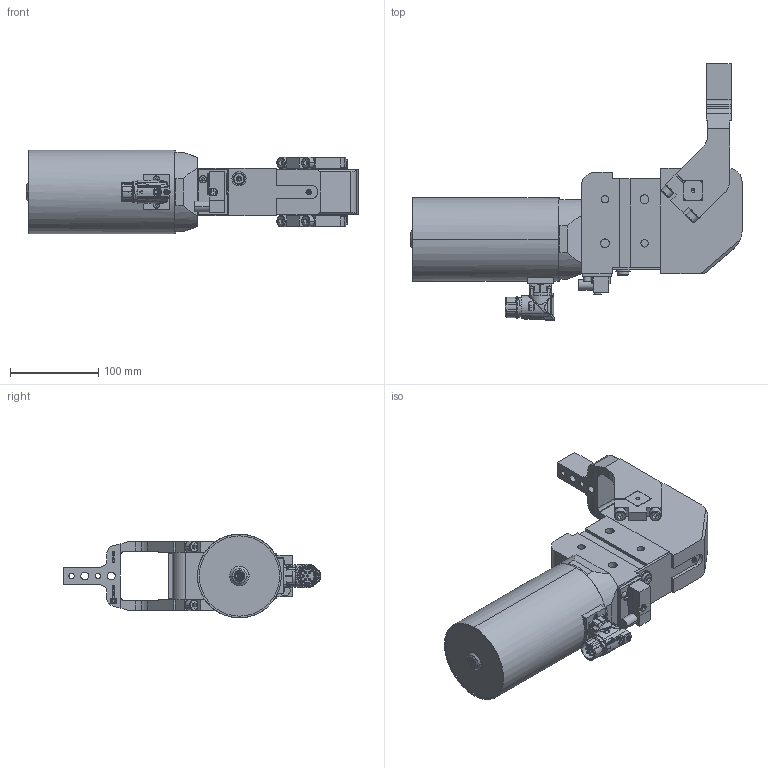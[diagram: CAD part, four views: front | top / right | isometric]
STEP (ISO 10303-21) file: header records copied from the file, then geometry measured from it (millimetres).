
FILE_DESCRIPTION(('CATIA V5 STEP Exchange'),'2;1');
FILE_NAME('EK_63_1_A10_T12_24V_1229370_TUENKERS.stp','2017-10-20T07:08:01+00:00',('none'),('none'),'CATIA Version 5-6 Release 2014 SP1 HF29','CATIA V5 STEP AP203','none');
FILE_SCHEMA(('CONFIG_CONTROL_DESIGN'));
Length unit declared in the file: millimetre
Products named in the file (1): EK_63_1_A10_T12_24V_1229370_TUENKERS
Bounding box: 376.43 x 291.16 x 95 mm (x, y, z)
Volume: 2631915.3 mm3; surface area: 262793.5 mm2
Topology: 6 solids, 42 shells, 2006 faces, 5664 edges, 3774 vertices
Faces by surface type: plane 748, cylinder 571, bspline 348, cone 199, torus 86, sphere 52, extrusion 2
Entity records: 72870 total; most frequent: CARTESIAN_POINT 26934, ORIENTED_EDGE 11090, DIRECTION 6525, EDGE_CURVE 5584, VERTEX_POINT 3775, AXIS2_PLACEMENT_3D 2701, VECTOR 2250, LINE 2248
